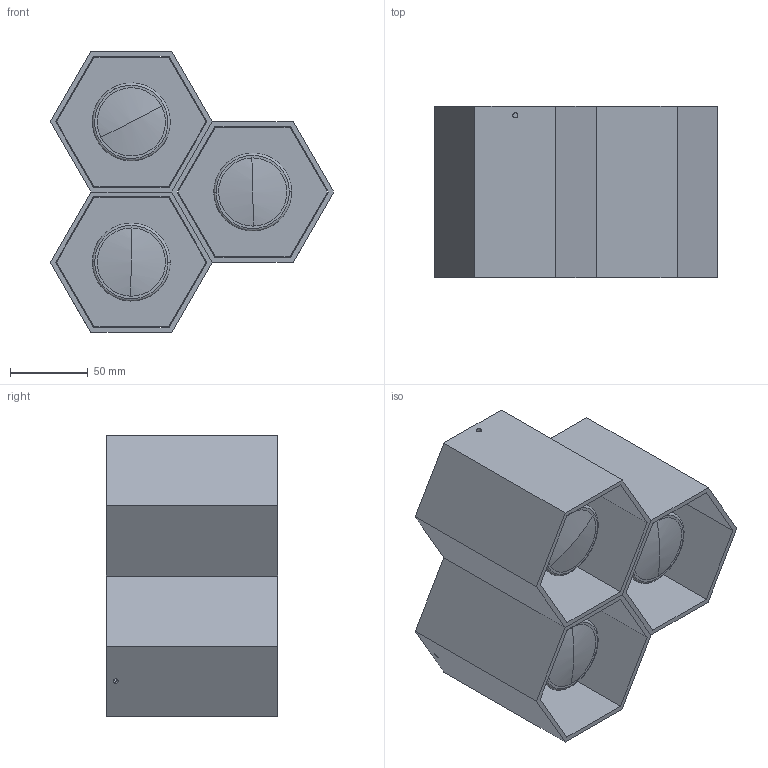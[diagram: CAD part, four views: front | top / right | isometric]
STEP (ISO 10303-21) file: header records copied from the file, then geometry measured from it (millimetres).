
FILE_DESCRIPTION (( 'STEP AP214' ), '1' );
FILE_NAME ('LBL253B.STEP', '2021-11-26T06:37:13', ( 'GH' ), ( 'Microsoft' ), 'SwSTEP 2.0', 'SolidWorks 2013', '' );
FILE_SCHEMA (( 'AUTOMOTIVE_DESIGN' ));
Length unit declared in the file: millimetre
Products named in the file (5): 柲階腑芠-3; LBL253B; GU10腑芛+腑邐; GU-10; GU10腑芛-湍窪伎綴裔
Assembly tree (8 placements, depth 3):
  LBL253B
    柲階腑芠-3  x3
    GU10腑芛+腑邐  x3
      GU10腑芛-湍窪伎綴裔
      GU-10
Bounding box: 181.87 x 110 x 180 mm (x, y, z)
Volume: 474290.6 mm3; surface area: 280740.6 mm2
Topology: 12 solids, 12 shells, 639 faces, 1674 edges, 1089 vertices
Faces by surface type: plane 303, cylinder 237, cone 60, torus 33, sphere 6
Entity records: 8856 total; most frequent: CARTESIAN_POINT 1554, DIRECTION 1163, ORIENTED_EDGE 1116, EDGE_CURVE 558, AXIS2_PLACEMENT_3D 444, VERTEX_POINT 363, LINE 275, VECTOR 275
